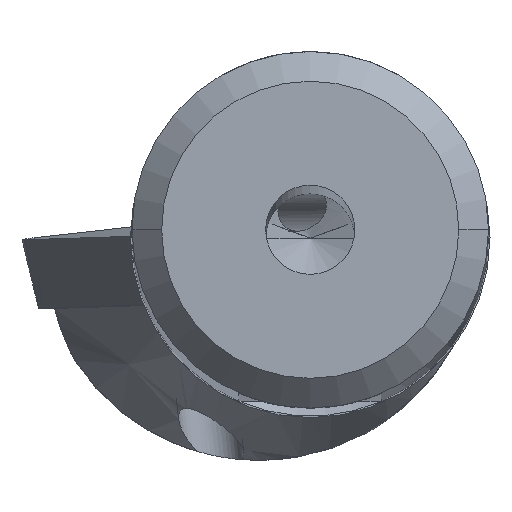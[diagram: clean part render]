
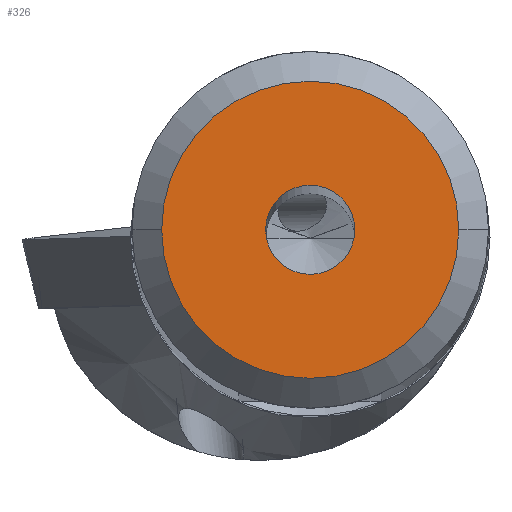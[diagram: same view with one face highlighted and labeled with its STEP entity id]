
A CAD part, top view. The second image highlights one B-rep face of the part: STEP entity #326.
In plain terms, the highlighted planar face has unit normal (0, 0, 1).
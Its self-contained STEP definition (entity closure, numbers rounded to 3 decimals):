
#326=ADVANCED_FACE('',(#416,#417),#396,.T.);
#396=PLANE('',#2103);
#416=FACE_BOUND('',#478,.T.);
#417=FACE_BOUND('',#479,.T.);
#478=EDGE_LOOP('',(#821,#822,#823,#824));
#479=EDGE_LOOP('',(#825,#826));
#821=ORIENTED_EDGE('',*,*,#1422,.F.);
#822=ORIENTED_EDGE('',*,*,#1423,.F.);
#823=ORIENTED_EDGE('',*,*,#1424,.F.);
#824=ORIENTED_EDGE('',*,*,#1425,.F.);
#825=ORIENTED_EDGE('',*,*,#1426,.F.);
#826=ORIENTED_EDGE('',*,*,#1421,.F.);
#1191=VERTEX_POINT('',#3398);
#1192=VERTEX_POINT('',#3400);
#1193=VERTEX_POINT('',#3404);
#1194=VERTEX_POINT('',#3405);
#1195=VERTEX_POINT('',#3407);
#1196=VERTEX_POINT('',#3409);
#1421=EDGE_CURVE('',#1192,#1191,#1599,.T.);
#1422=EDGE_CURVE('',#1193,#1194,#1600,.T.);
#1423=EDGE_CURVE('',#1195,#1193,#1601,.T.);
#1424=EDGE_CURVE('',#1196,#1195,#1602,.T.);
#1425=EDGE_CURVE('',#1194,#1196,#1603,.T.);
#1426=EDGE_CURVE('',#1191,#1192,#1604,.T.);
#1599=CIRCLE('',#2096,1.5);
#1600=CIRCLE('',#2098,5.);
#1601=CIRCLE('',#2099,5.);
#1602=CIRCLE('',#2100,5.);
#1603=CIRCLE('',#2101,5.);
#1604=CIRCLE('',#2102,1.5);
#2096=AXIS2_PLACEMENT_3D('',#3401,#2533,#2534);
#2098=AXIS2_PLACEMENT_3D('',#3403,#2537,#2538);
#2099=AXIS2_PLACEMENT_3D('',#3406,#2539,#2540);
#2100=AXIS2_PLACEMENT_3D('',#3408,#2541,#2542);
#2101=AXIS2_PLACEMENT_3D('',#3410,#2543,#2544);
#2102=AXIS2_PLACEMENT_3D('',#3411,#2545,#2546);
#2103=AXIS2_PLACEMENT_3D('',#3412,#2547,#2548);
#2533=DIRECTION('',(0.,0.,1.));
#2534=DIRECTION('',(1.,0.,0.));
#2537=DIRECTION('',(0.,0.,-1.));
#2538=DIRECTION('',(0.,1.,0.));
#2539=DIRECTION('',(0.,0.,-1.));
#2540=DIRECTION('',(-1.,0.,0.));
#2541=DIRECTION('',(0.,0.,-1.));
#2542=DIRECTION('',(0.,-1.,0.));
#2543=DIRECTION('',(0.,0.,-1.));
#2544=DIRECTION('',(1.,0.,0.));
#2545=DIRECTION('',(0.,0.,1.));
#2546=DIRECTION('',(-1.,0.,0.));
#2547=DIRECTION('',(0.,0.,1.));
#2548=DIRECTION('',(-1.,0.,0.));
#3398=CARTESIAN_POINT('',(-1.5,0.,0.));
#3400=CARTESIAN_POINT('',(1.5,0.,0.));
#3401=CARTESIAN_POINT('',(0.,0.,0.));
#3403=CARTESIAN_POINT('',(0.,0.,0.));
#3404=CARTESIAN_POINT('',(0.,5.,0.));
#3405=CARTESIAN_POINT('',(5.,0.,0.));
#3406=CARTESIAN_POINT('',(0.,0.,0.));
#3407=CARTESIAN_POINT('',(-5.,0.,0.));
#3408=CARTESIAN_POINT('',(0.,0.,0.));
#3409=CARTESIAN_POINT('',(0.,-5.,0.));
#3410=CARTESIAN_POINT('',(0.,0.,0.));
#3411=CARTESIAN_POINT('',(0.,0.,0.));
#3412=CARTESIAN_POINT('',(0.,0.005,0.));
